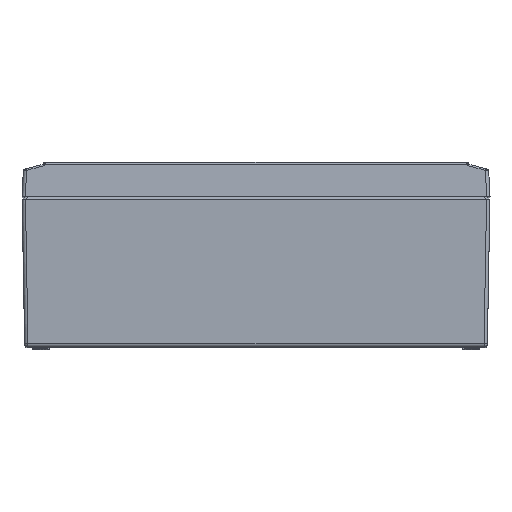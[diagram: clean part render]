
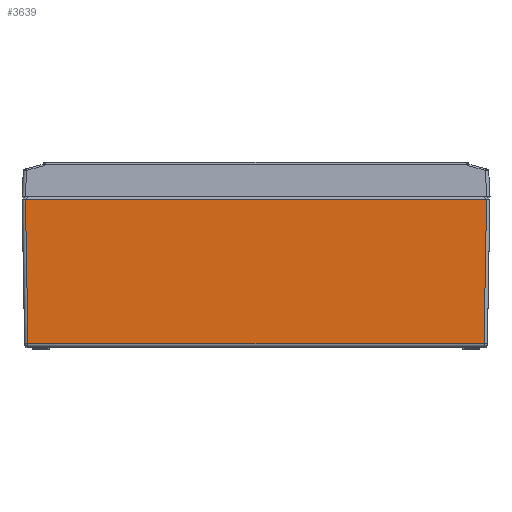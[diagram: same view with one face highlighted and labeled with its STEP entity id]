
A CAD part, top view. The second image highlights one B-rep face of the part: STEP entity #3639.
In plain terms, the highlighted planar face has unit normal (0, -0.018, 1).
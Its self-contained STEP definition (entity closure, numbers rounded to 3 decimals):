
#3469 = ORIENTED_EDGE ( 'NONE', *, *, #3612, .T. ) ;
#3569 = ORIENTED_EDGE ( 'NONE', *, *, #3570, .T. ) ;
#3570 = EDGE_CURVE ( 'NONE', #3637, #3638, #29411, .T. ) ;
#3573 = EDGE_LOOP ( 'NONE', ( #3569, #3469, #3619, #3617 ) ) ;
#3612 = EDGE_CURVE ( 'NONE', #3638, #3616, #29523, .T. ) ;
#3615 = VERTEX_POINT ( 'NONE', #29518 ) ;
#3616 = VERTEX_POINT ( 'NONE', #29517 ) ;
#3617 = ORIENTED_EDGE ( 'NONE', *, *, #3620, .T. ) ;
#3619 = ORIENTED_EDGE ( 'NONE', *, *, #3621, .T. ) ;
#3620 = EDGE_CURVE ( 'NONE', #3615, #3637, #29575, .T. ) ;
#3621 = EDGE_CURVE ( 'NONE', #3616, #3615, #29566, .T. ) ;
#3637 = VERTEX_POINT ( 'NONE', #29610 ) ;
#3638 = VERTEX_POINT ( 'NONE', #29602 ) ;
#3639 = ADVANCED_FACE ( 'NONE', ( #29594 ), #29603, .T. ) ;
#29410 = CARTESIAN_POINT ( 'NONE',  ( 138.394, -90.035, 138.428 ) ) ;
#29411 = LINE ( 'NONE', #29410, #29443 ) ;
#29434 = DIRECTION ( 'NONE',  ( 1., 0., 0. ) ) ;
#29443 = VECTOR ( 'NONE', #29434, 1000. ) ;
#29517 = CARTESIAN_POINT ( 'NONE',  ( 137.939, -3.5, 139.939 ) ) ;
#29518 = CARTESIAN_POINT ( 'NONE',  ( -137.939, -3.5, 139.939 ) ) ;
#29523 = LINE ( 'NONE', #29583, #29582 ) ;
#29561 = DIRECTION ( 'NONE',  ( -1., 0., 0. ) ) ;
#29562 = VECTOR ( 'NONE', #29561, 1000. ) ;
#29563 = CARTESIAN_POINT ( 'NONE',  ( -139.965, -3.5, 139.939 ) ) ;
#29566 = LINE ( 'NONE', #29563, #29562 ) ;
#29567 = DIRECTION ( 'NONE',  ( 0.017, -1., -0.017 ) ) ;
#29568 = VECTOR ( 'NONE', #29567, 1000. ) ;
#29574 = CARTESIAN_POINT ( 'NONE',  ( -138.001, 0.035, 140.001 ) ) ;
#29575 = LINE ( 'NONE', #29574, #29568 ) ;
#29581 = DIRECTION ( 'NONE',  ( 0.017, 1., 0.017 ) ) ;
#29582 = VECTOR ( 'NONE', #29581, 1000. ) ;
#29583 = CARTESIAN_POINT ( 'NONE',  ( 137.916, -4.85, 139.915 ) ) ;
#29590 = DIRECTION ( 'NONE',  ( 0., -1., -0.017 ) ) ;
#29591 = DIRECTION ( 'NONE',  ( 0., -0.017, 1. ) ) ;
#29594 = FACE_OUTER_BOUND ( 'NONE', #3573, .T. ) ;
#29599 = CARTESIAN_POINT ( 'NONE',  ( -140., 0., 140. ) ) ;
#29600 = AXIS2_PLACEMENT_3D ( 'NONE', #29599, #29591, #29590 ) ;
#29602 = CARTESIAN_POINT ( 'NONE',  ( 136.429, -90.035, 138.428 ) ) ;
#29603 = PLANE ( 'NONE',  #29600 ) ;
#29610 = CARTESIAN_POINT ( 'NONE',  ( -136.429, -90.035, 138.428 ) ) ;
